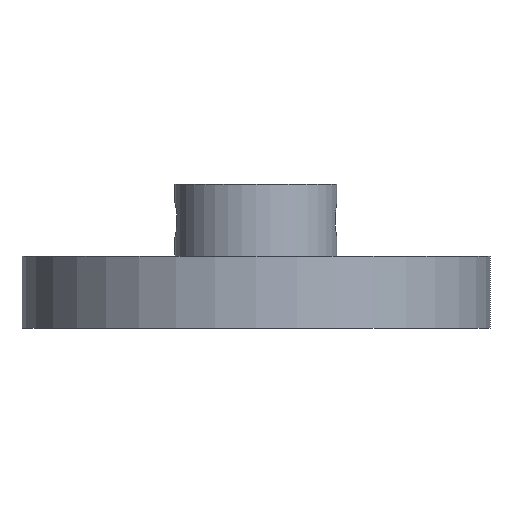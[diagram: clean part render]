
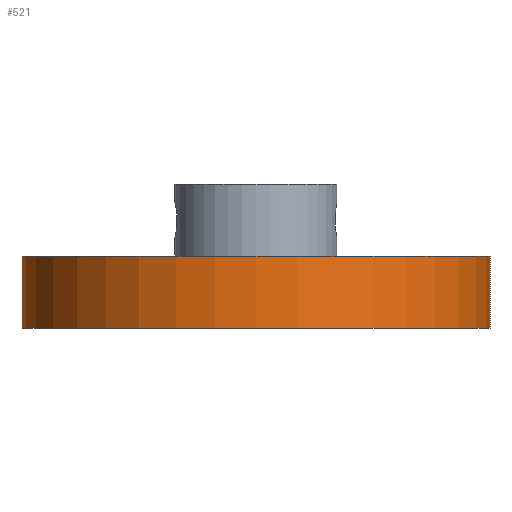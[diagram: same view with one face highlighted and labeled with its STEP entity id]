
A CAD part, front view. The second image highlights one B-rep face of the part: STEP entity #521.
In plain terms, the highlighted cylindrical face has radius 33.02 mm (diameter 66.04 mm), a partial arc.
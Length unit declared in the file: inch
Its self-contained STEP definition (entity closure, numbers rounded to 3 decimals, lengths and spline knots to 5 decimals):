
#12 = AXIS2_PLACEMENT_3D ( 'NONE', #334, #1189, #24 ) ;
#13 = ORIENTED_EDGE ( 'NONE', *, *, #486, .F. ) ;
#24 = DIRECTION ( 'NONE',  ( 1., 0., 0. ) ) ;
#34 = DIRECTION ( 'NONE',  ( 1., 0., 0. ) ) ;
#38 = CARTESIAN_POINT ( 'NONE',  ( -1.3, 0., 0. ) ) ;
#47 = VECTOR ( 'NONE', #315, 39.37008 ) ;
#109 = CYLINDRICAL_SURFACE ( 'NONE', #550, 1.3 ) ;
#146 = CARTESIAN_POINT ( 'NONE',  ( 0., 0., 0. ) ) ;
#220 = CARTESIAN_POINT ( 'NONE',  ( 1.3, 0., 0.4 ) ) ;
#236 = DIRECTION ( 'NONE',  ( 0., 0., -1. ) ) ;
#305 = ORIENTED_EDGE ( 'NONE', *, *, #1143, .T. ) ;
#315 = DIRECTION ( 'NONE',  ( 0., 0., -1. ) ) ;
#334 = CARTESIAN_POINT ( 'NONE',  ( 0., 0., 0.4 ) ) ;
#337 = EDGE_CURVE ( 'NONE', #782, #1119, #624, .T. ) ;
#386 = VECTOR ( 'NONE', #1059, 39.37008 ) ;
#389 = EDGE_CURVE ( 'NONE', #646, #390, #1056, .T. ) ;
#390 = VERTEX_POINT ( 'NONE', #1277 ) ;
#486 = EDGE_CURVE ( 'NONE', #782, #646, #686, .T. ) ;
#492 = CARTESIAN_POINT ( 'NONE',  ( -1.3, 0., 0.4 ) ) ;
#521 = ADVANCED_FACE ( 'NONE', ( #763 ), #109, .T. ) ;
#550 = AXIS2_PLACEMENT_3D ( 'NONE', #661, #236, #760 ) ;
#569 = CIRCLE ( 'NONE', #615, 1.3 ) ;
#615 = AXIS2_PLACEMENT_3D ( 'NONE', #146, #1215, #34 ) ;
#624 = LINE ( 'NONE', #860, #47 ) ;
#646 = VERTEX_POINT ( 'NONE', #1006 ) ;
#661 = CARTESIAN_POINT ( 'NONE',  ( 0., 0., 0.4 ) ) ;
#686 = CIRCLE ( 'NONE', #12, 1.3 ) ;
#760 = DIRECTION ( 'NONE',  ( -1., 0., 0. ) ) ;
#763 = FACE_OUTER_BOUND ( 'NONE', #922, .T. ) ;
#782 = VERTEX_POINT ( 'NONE', #492 ) ;
#860 = CARTESIAN_POINT ( 'NONE',  ( -1.3, 0., 0.4 ) ) ;
#922 = EDGE_LOOP ( 'NONE', ( #1259, #13, #1260, #305 ) ) ;
#1006 = CARTESIAN_POINT ( 'NONE',  ( 1.3, 0., 0.4 ) ) ;
#1056 = LINE ( 'NONE', #220, #386 ) ;
#1059 = DIRECTION ( 'NONE',  ( 0., 0., -1. ) ) ;
#1119 = VERTEX_POINT ( 'NONE', #38 ) ;
#1143 = EDGE_CURVE ( 'NONE', #1119, #390, #569, .T. ) ;
#1189 = DIRECTION ( 'NONE',  ( 0., 0., 1. ) ) ;
#1215 = DIRECTION ( 'NONE',  ( 0., 0., 1. ) ) ;
#1259 = ORIENTED_EDGE ( 'NONE', *, *, #389, .F. ) ;
#1260 = ORIENTED_EDGE ( 'NONE', *, *, #337, .T. ) ;
#1277 = CARTESIAN_POINT ( 'NONE',  ( 1.3, 0., 0. ) ) ;
